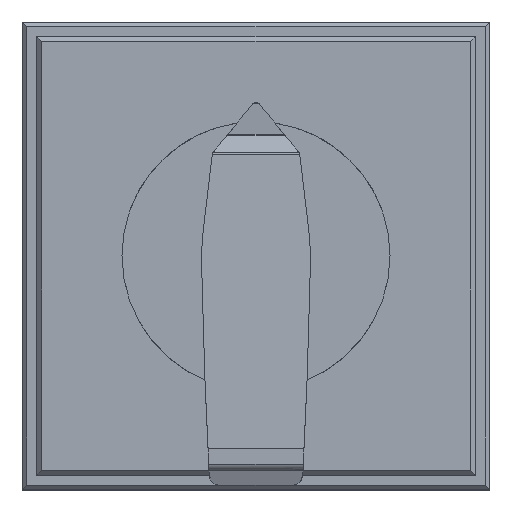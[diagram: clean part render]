
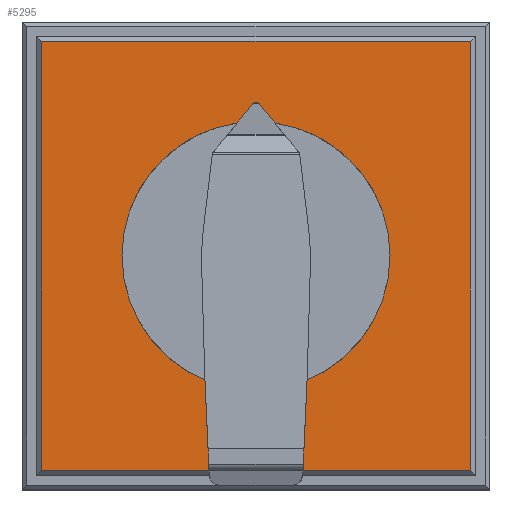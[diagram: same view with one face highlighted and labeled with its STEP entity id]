
A CAD part, top view. The second image highlights one B-rep face of the part: STEP entity #5295.
In plain terms, the highlighted planar face has unit normal (0, 0, 1).
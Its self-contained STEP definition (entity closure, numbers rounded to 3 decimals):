
#5232=CARTESIAN_POINT('',(0.5,-22.0,88.2));
#5233=VERTEX_POINT('',#5232);
#5240=CARTESIAN_POINT('',(0.5,22.,88.2));
#5241=VERTEX_POINT('',#5240);
#5242=CARTESIAN_POINT('',(0.5,-22.0,88.2));
#5243=DIRECTION('',(0.0,1.0,0.0));
#5244=VECTOR('',#5243,44.);
#5245=LINE('',#5242,#5244);
#5246=EDGE_CURVE('',#5233,#5241,#5245,.T.);
#5265=CARTESIAN_POINT('',(22.5,0.,88.2));
#5266=DIRECTION('',(0.0,0.0,1.0));
#5267=DIRECTION('',(1.0,0.0,0.0));
#5268=AXIS2_PLACEMENT_3D('',#5265,#5266,#5267);
#5269=PLANE('',#5268);
#5270=ORIENTED_EDGE('',*,*,#5246,.F.);
#5271=CARTESIAN_POINT('',(44.5,-22.0,88.2));
#5272=VERTEX_POINT('',#5271);
#5273=CARTESIAN_POINT('',(44.5,-22.0,88.2));
#5274=DIRECTION('',(-1.0,0.0,0.0));
#5275=VECTOR('',#5274,44.);
#5276=LINE('',#5273,#5275);
#5277=EDGE_CURVE('',#5272,#5233,#5276,.T.);
#5278=ORIENTED_EDGE('',*,*,#5277,.F.);
#5279=CARTESIAN_POINT('',(44.5,22.,88.2));
#5280=VERTEX_POINT('',#5279);
#5281=CARTESIAN_POINT('',(44.5,22.,88.2));
#5282=DIRECTION('',(0.0,-1.0,0.0));
#5283=VECTOR('',#5282,44.);
#5284=LINE('',#5281,#5283);
#5285=EDGE_CURVE('',#5280,#5272,#5284,.T.);
#5286=ORIENTED_EDGE('',*,*,#5285,.F.);
#5287=CARTESIAN_POINT('',(0.5,22.,88.2));
#5288=DIRECTION('',(1.0,0.0,0.0));
#5289=VECTOR('',#5288,44.);
#5290=LINE('',#5287,#5289);
#5291=EDGE_CURVE('',#5241,#5280,#5290,.T.);
#5292=ORIENTED_EDGE('',*,*,#5291,.F.);
#5293=EDGE_LOOP('',(#5270,#5278,#5286,#5292));
#5294=FACE_OUTER_BOUND('',#5293,.T.);
#5295=ADVANCED_FACE('',(#5294),#5269,.T.);
